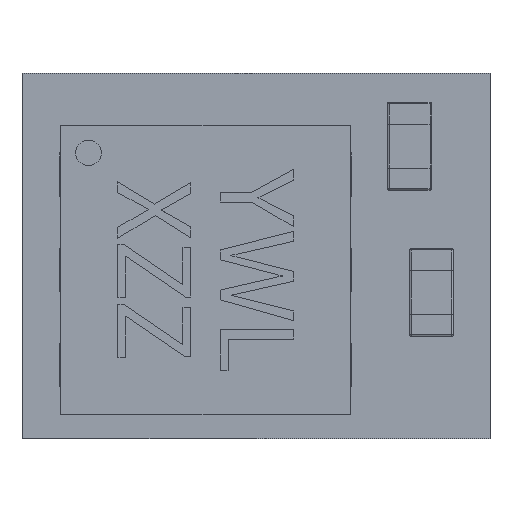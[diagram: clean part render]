
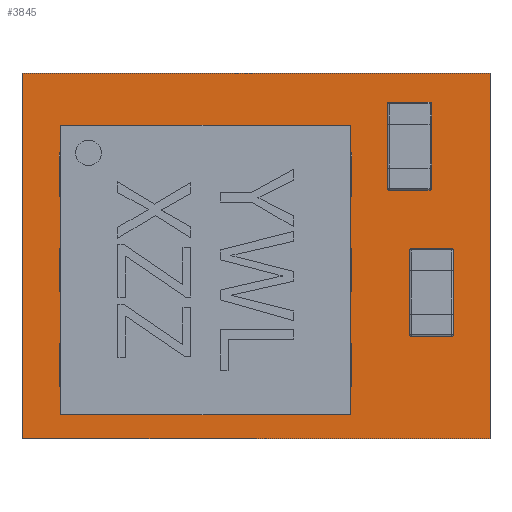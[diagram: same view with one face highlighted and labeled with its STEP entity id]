
A CAD part, top view. The second image highlights one B-rep face of the part: STEP entity #3845.
In plain terms, the highlighted planar face has unit normal (0, 0, 1).
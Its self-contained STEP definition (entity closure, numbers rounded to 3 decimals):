
#43 = CARTESIAN_POINT ( 'NONE',  ( 0., 0., 0.8 ) ) ;
#130 = VECTOR ( 'NONE', #6871, 1000. ) ;
#433 = LINE ( 'NONE', #5924, #130 ) ;
#960 = DIRECTION ( 'NONE',  ( 1., 0., 0. ) ) ;
#1729 = EDGE_CURVE ( 'NONE', #9350, #3209, #4534, .T. ) ;
#1806 = CARTESIAN_POINT ( 'NONE',  ( 0., 1.25, 0.8 ) ) ;
#2089 = CARTESIAN_POINT ( 'NONE',  ( 1.6, 1.25, 0.8 ) ) ;
#2833 = VERTEX_POINT ( 'NONE', #4719 ) ;
#3209 = VERTEX_POINT ( 'NONE', #9051 ) ;
#3264 = DIRECTION ( 'NONE',  ( 1., 0., 0. ) ) ;
#3845 = ADVANCED_FACE ( 'NONE', ( #11853 ), #8403, .T. ) ;
#4079 = EDGE_CURVE ( 'NONE', #3209, #11585, #433, .T. ) ;
#4259 = VECTOR ( 'NONE', #3264, 1000. ) ;
#4534 = LINE ( 'NONE', #6033, #4259 ) ;
#4540 = EDGE_CURVE ( 'NONE', #11585, #2833, #7401, .T. ) ;
#4695 = VECTOR ( 'NONE', #11207, 1000. ) ;
#4719 = CARTESIAN_POINT ( 'NONE',  ( -1.6, 1.25, 0.8 ) ) ;
#5132 = CARTESIAN_POINT ( 'NONE',  ( -1.6, -1.25, 0.8 ) ) ;
#5924 = CARTESIAN_POINT ( 'NONE',  ( 1.6, 0., 0.8 ) ) ;
#6033 = CARTESIAN_POINT ( 'NONE',  ( 0., -1.25, 0.8 ) ) ;
#6578 = DIRECTION ( 'NONE',  ( 0., 0., 1. ) ) ;
#6871 = DIRECTION ( 'NONE',  ( 0., 1., 0. ) ) ;
#7110 = ORIENTED_EDGE ( 'NONE', *, *, #4540, .T. ) ;
#7330 = EDGE_CURVE ( 'NONE', #2833, #9350, #9655, .T. ) ;
#7401 = LINE ( 'NONE', #1806, #9887 ) ;
#7922 = AXIS2_PLACEMENT_3D ( 'NONE', #43, #6578, #960 ) ;
#8403 = PLANE ( 'NONE',  #7922 ) ;
#8404 = ORIENTED_EDGE ( 'NONE', *, *, #4079, .T. ) ;
#9051 = CARTESIAN_POINT ( 'NONE',  ( 1.6, -1.25, 0.8 ) ) ;
#9061 = EDGE_LOOP ( 'NONE', ( #10377, #10657, #8404, #7110 ) ) ;
#9276 = DIRECTION ( 'NONE',  ( -1., 0., 0. ) ) ;
#9350 = VERTEX_POINT ( 'NONE', #5132 ) ;
#9655 = LINE ( 'NONE', #10257, #4695 ) ;
#9887 = VECTOR ( 'NONE', #9276, 1000. ) ;
#10257 = CARTESIAN_POINT ( 'NONE',  ( -1.6, 0., 0.8 ) ) ;
#10377 = ORIENTED_EDGE ( 'NONE', *, *, #7330, .T. ) ;
#10657 = ORIENTED_EDGE ( 'NONE', *, *, #1729, .T. ) ;
#11207 = DIRECTION ( 'NONE',  ( 0., -1., 0. ) ) ;
#11585 = VERTEX_POINT ( 'NONE', #2089 ) ;
#11853 = FACE_OUTER_BOUND ( 'NONE', #9061, .T. ) ;
